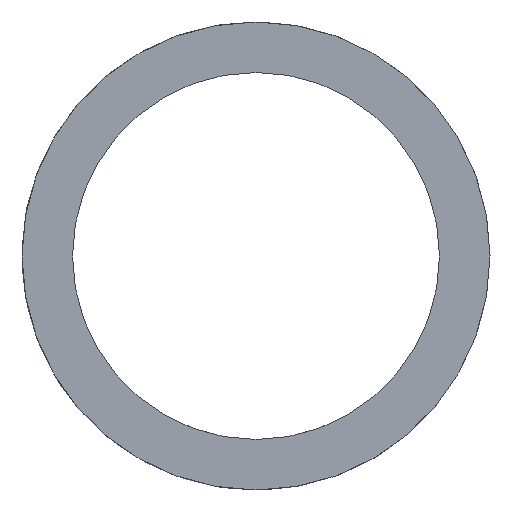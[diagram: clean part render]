
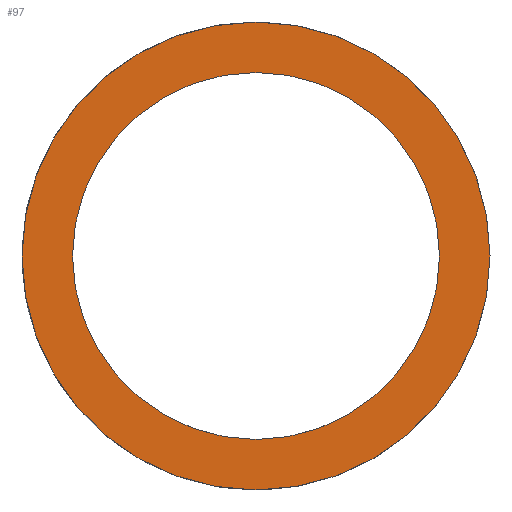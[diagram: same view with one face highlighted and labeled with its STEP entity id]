
A CAD part, top view. The second image highlights one B-rep face of the part: STEP entity #97.
In plain terms, the highlighted planar face has unit normal (0, -0.003, 1).
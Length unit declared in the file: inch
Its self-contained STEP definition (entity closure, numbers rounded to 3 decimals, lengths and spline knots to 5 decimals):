
#97=ADVANCED_FACE('',(#199,#200),#201,.T.);
#199=FACE_BOUND('',#301,.T.);
#200=FACE_OUTER_BOUND('',#302,.T.);
#201=PLANE('',#303);
#301=EDGE_LOOP('',(#510,#511));
#302=EDGE_LOOP('',(#512,#513));
#303=AXIS2_PLACEMENT_3D('',#514,#515,#516);
#510=ORIENTED_EDGE('',*,*,#683,.F.);
#511=ORIENTED_EDGE('',*,*,#613,.F.);
#512=ORIENTED_EDGE('',*,*,#677,.T.);
#513=ORIENTED_EDGE('',*,*,#649,.T.);
#514=CARTESIAN_POINT('',(-4.75492,0.27639,1.48724));
#515=DIRECTION('',(0.0,-0.003,1.));
#516=DIRECTION('',(-1.0,0.0,0.0));
#613=EDGE_CURVE('',#727,#725,#729,.T.);
#649=EDGE_CURVE('',#786,#784,#787,.T.);
#677=EDGE_CURVE('',#784,#786,#825,.T.);
#683=EDGE_CURVE('',#725,#727,#831,.T.);
#725=VERTEX_POINT('',#877);
#727=VERTEX_POINT('',#880);
#729=CIRCLE('',#883,1.97706);
#784=VERTEX_POINT('',#969);
#786=VERTEX_POINT('',#972);
#787=CIRCLE('',#973,2.52134);
#825=CIRCLE('',#1109,2.52134);
#831=CIRCLE('',#1115,1.97706);
#877=CARTESIAN_POINT('',(-4.48278,0.27639,1.48724));
#880=CARTESIAN_POINT('',(-0.52865,0.27639,1.48724));
#883=AXIS2_PLACEMENT_3D('',#1165,#1166,#1167);
#969=CARTESIAN_POINT('',(-5.02706,0.27639,1.48724));
#972=CARTESIAN_POINT('',(0.01562,0.27639,1.48724));
#973=AXIS2_PLACEMENT_3D('',#1216,#1217,#1218);
#1109=AXIS2_PLACEMENT_3D('',#1247,#1248,#1249);
#1115=AXIS2_PLACEMENT_3D('',#1256,#1257,#1258);
#1165=CARTESIAN_POINT('',(-2.50572,0.27639,1.48724));
#1166=DIRECTION('',(0.0,-0.003,1.));
#1167=DIRECTION('',(-1.0,0.0,0.0));
#1216=CARTESIAN_POINT('',(-2.50572,0.27639,1.48724));
#1217=DIRECTION('',(0.0,-0.003,1.));
#1218=DIRECTION('',(-1.0,0.0,0.0));
#1247=CARTESIAN_POINT('',(-2.50572,0.27639,1.48724));
#1248=DIRECTION('',(0.0,-0.003,1.));
#1249=DIRECTION('',(-1.0,0.0,0.0));
#1256=CARTESIAN_POINT('',(-2.50572,0.27639,1.48724));
#1257=DIRECTION('',(0.0,-0.003,1.));
#1258=DIRECTION('',(-1.0,0.0,0.0));
